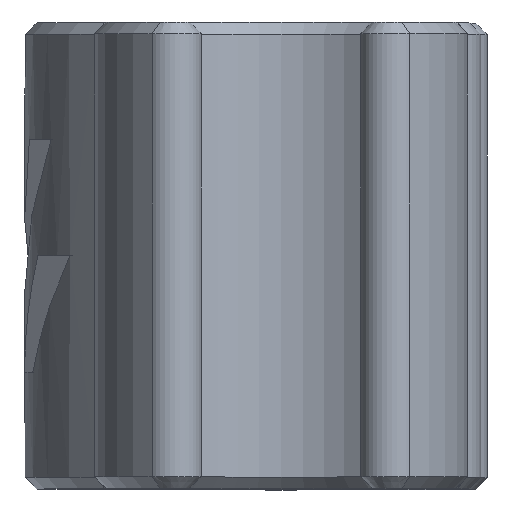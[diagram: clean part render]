
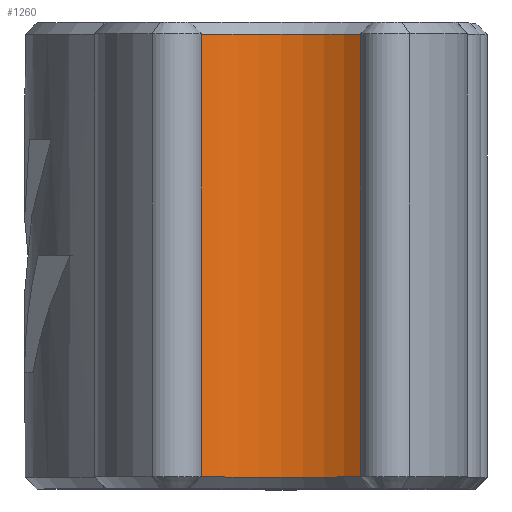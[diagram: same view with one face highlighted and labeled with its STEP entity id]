
A CAD part, top view. The second image highlights one B-rep face of the part: STEP entity #1260.
In plain terms, the highlighted cylindrical face has radius 2.2 mm (diameter 4.4 mm), a partial arc.
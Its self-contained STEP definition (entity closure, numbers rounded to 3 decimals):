
#47=CYLINDRICAL_SURFACE('',#1460,2.2);
#143=FACE_OUTER_BOUND('',#228,.T.);
#228=EDGE_LOOP('',(#1121,#1122,#1123,#1124));
#240=CIRCLE('',#1298,2.2);
#302=CIRCLE('',#1407,2.2);
#401=LINE('',#2264,#485);
#402=LINE('',#2266,#486);
#485=VECTOR('',#1885,10.);
#486=VECTOR('',#1888,10.);
#497=VERTEX_POINT('',#1920);
#499=VERTEX_POINT('',#1926);
#570=VERTEX_POINT('',#2149);
#572=VERTEX_POINT('',#2155);
#609=EDGE_CURVE('',#499,#497,#240,.T.);
#725=EDGE_CURVE('',#570,#572,#302,.T.);
#778=EDGE_CURVE('',#572,#499,#401,.T.);
#779=EDGE_CURVE('',#497,#570,#402,.T.);
#1121=ORIENTED_EDGE('',*,*,#609,.F.);
#1122=ORIENTED_EDGE('',*,*,#778,.F.);
#1123=ORIENTED_EDGE('',*,*,#725,.F.);
#1124=ORIENTED_EDGE('',*,*,#779,.F.);
#1260=ADVANCED_FACE('',(#143),#47,.F.);
#1298=AXIS2_PLACEMENT_3D('',#1928,#1488,#1489);
#1407=AXIS2_PLACEMENT_3D('',#2159,#1754,#1755);
#1460=AXIS2_PLACEMENT_3D('',#2265,#1886,#1887);
#1488=DIRECTION('center_axis',(0.,1.,0.));
#1489=DIRECTION('ref_axis',(1.,0.,0.));
#1754=DIRECTION('center_axis',(0.,-1.,0.));
#1755=DIRECTION('ref_axis',(1.,0.,0.));
#1885=DIRECTION('',(0.,-1.,0.));
#1886=DIRECTION('center_axis',(0.,1.,0.));
#1887=DIRECTION('ref_axis',(0.,0.,-1.));
#1888=DIRECTION('',(0.,1.,0.));
#1920=CARTESIAN_POINT('',(-1.521,0.2,7.69));
#1926=CARTESIAN_POINT('',(1.521,0.2,7.69));
#1928=CARTESIAN_POINT('Origin',(0.,0.2,6.1));
#2149=CARTESIAN_POINT('',(-1.521,7.8,7.69));
#2155=CARTESIAN_POINT('',(1.521,7.8,7.69));
#2159=CARTESIAN_POINT('Origin',(0.,7.8,6.1));
#2264=CARTESIAN_POINT('',(1.521,0.,7.69));
#2265=CARTESIAN_POINT('Origin',(0.,0.,6.1));
#2266=CARTESIAN_POINT('',(-1.521,0.,7.69));
